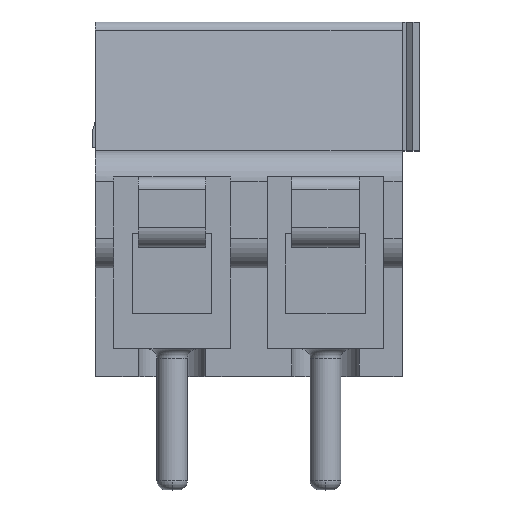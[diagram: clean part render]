
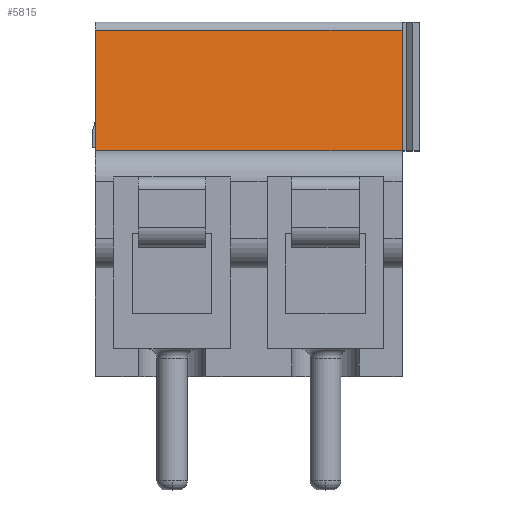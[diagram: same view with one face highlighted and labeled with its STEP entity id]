
A CAD part, top view. The second image highlights one B-rep face of the part: STEP entity #5815.
In plain terms, the highlighted planar face has unit normal (0, 0.122, 0.993).
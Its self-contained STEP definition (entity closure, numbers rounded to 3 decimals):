
#74 = LINE ( 'NONE', #1479, #4422 ) ;
#176 = VERTEX_POINT ( 'NONE', #6148 ) ;
#558 = DIRECTION ( 'NONE',  ( -1., 0., 0. ) ) ;
#566 = ORIENTED_EDGE ( 'NONE', *, *, #3866, .F. ) ;
#593 = VECTOR ( 'NONE', #558, 1000. ) ;
#793 = ORIENTED_EDGE ( 'NONE', *, *, #1715, .T. ) ;
#989 = DIRECTION ( 'NONE',  ( 1., 0., 0. ) ) ;
#1175 = VERTEX_POINT ( 'NONE', #3407 ) ;
#1479 = CARTESIAN_POINT ( 'NONE',  ( 0., 11.55, -1.266 ) ) ;
#1517 = VERTEX_POINT ( 'NONE', #4372 ) ;
#1626 = EDGE_CURVE ( 'NONE', #1517, #176, #4843, .T. ) ;
#1715 = EDGE_CURVE ( 'NONE', #1175, #2298, #5047, .T. ) ;
#1839 = AXIS2_PLACEMENT_3D ( 'NONE', #4326, #6257, #5803 ) ;
#2298 = VERTEX_POINT ( 'NONE', #5177 ) ;
#2742 = PLANE ( 'NONE',  #1839 ) ;
#2759 = ORIENTED_EDGE ( 'NONE', *, *, #5666, .F. ) ;
#2917 = ORIENTED_EDGE ( 'NONE', *, *, #1626, .T. ) ;
#2975 = VECTOR ( 'NONE', #989, 1000. ) ;
#3407 = CARTESIAN_POINT ( 'NONE',  ( 0., 7.35, -0.75 ) ) ;
#3411 = EDGE_LOOP ( 'NONE', ( #2759, #2917, #566, #793 ) ) ;
#3521 = LINE ( 'NONE', #3534, #5747 ) ;
#3534 = CARTESIAN_POINT ( 'NONE',  ( 10., 12.395, -1.369 ) ) ;
#3866 = EDGE_CURVE ( 'NONE', #1175, #176, #74, .T. ) ;
#3998 = DIRECTION ( 'NONE',  ( 0., -0.993, 0.122 ) ) ;
#4326 = CARTESIAN_POINT ( 'NONE',  ( 0., 11.55, -1.266 ) ) ;
#4372 = CARTESIAN_POINT ( 'NONE',  ( 10., 11.287, -1.233 ) ) ;
#4422 = VECTOR ( 'NONE', #5616, 1000. ) ;
#4843 = LINE ( 'NONE', #6345, #593 ) ;
#5047 = LINE ( 'NONE', #5711, #2975 ) ;
#5177 = CARTESIAN_POINT ( 'NONE',  ( 10., 7.35, -0.75 ) ) ;
#5616 = DIRECTION ( 'NONE',  ( 0., 0.993, -0.122 ) ) ;
#5666 = EDGE_CURVE ( 'NONE', #1517, #2298, #3521, .T. ) ;
#5711 = CARTESIAN_POINT ( 'NONE',  ( 0., 7.35, -0.75 ) ) ;
#5747 = VECTOR ( 'NONE', #3998, 1000. ) ;
#5803 = DIRECTION ( 'NONE',  ( 0., 0.993, -0.122 ) ) ;
#5815 = ADVANCED_FACE ( 'NONE', ( #6032 ), #2742, .F. ) ;
#6032 = FACE_OUTER_BOUND ( 'NONE', #3411, .T. ) ;
#6148 = CARTESIAN_POINT ( 'NONE',  ( 0., 11.287, -1.233 ) ) ;
#6257 = DIRECTION ( 'NONE',  ( 0., -0.122, -0.993 ) ) ;
#6345 = CARTESIAN_POINT ( 'NONE',  ( 0., 11.287, -1.233 ) ) ;
